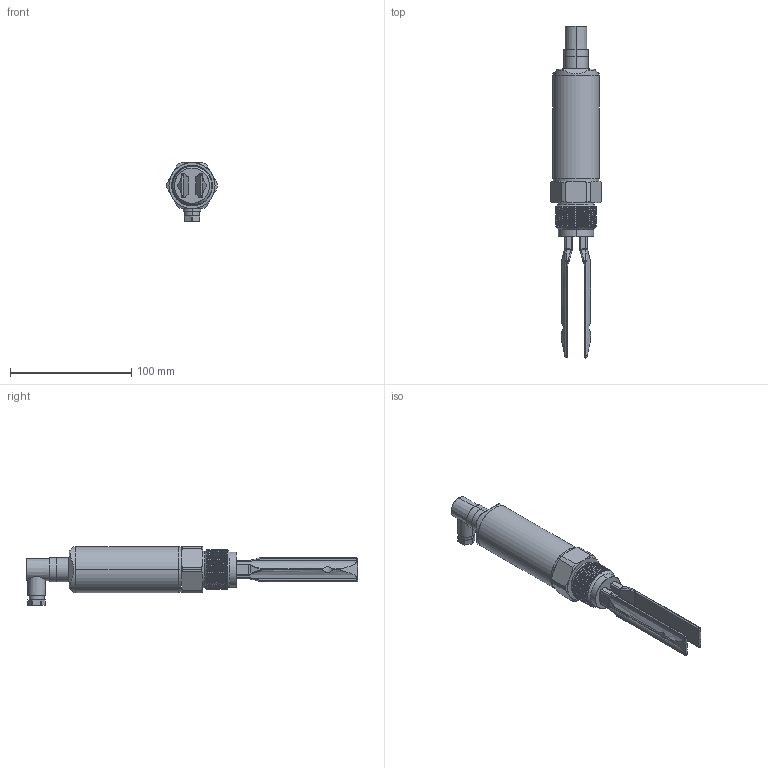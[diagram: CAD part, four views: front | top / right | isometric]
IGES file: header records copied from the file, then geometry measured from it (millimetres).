
Start section: SolidWorks IGES file using analytic representation for surfaces
Global section: file name: HL121-XXK78XX6  HS78G11XX26D5XX.IGS; native system: SolidWorks 2016; preprocessor: SolidWorks 2016; author: Administrator; date: 201125.105046; units: millimetre
Bounding box: 41.99 x 274 x 48.5 mm (x, y, z)
Surface area: 34623.1 mm2 (no closed solid volume)
Topology: 0 solids, 0 shells, 257 faces, 3197 edges, 3195 vertices
Faces by surface type: revolution 141, bspline 116
